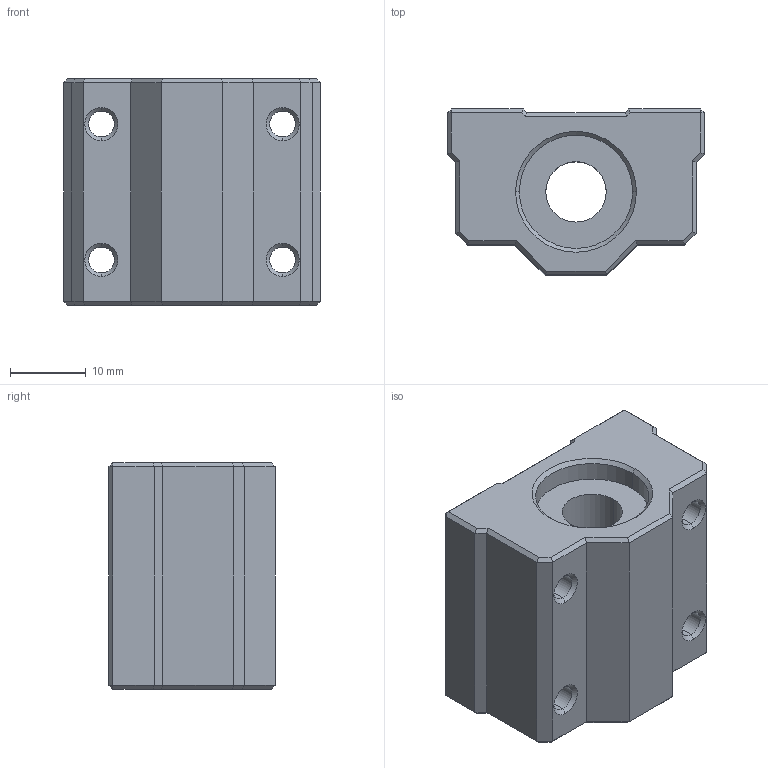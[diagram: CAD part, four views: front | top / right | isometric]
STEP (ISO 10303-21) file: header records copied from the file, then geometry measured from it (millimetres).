
FILE_DESCRIPTION (( 'STEP AP214' ), '1' );
FILE_NAME ('SC8UU.STEP', '2017-12-05T14:45:51', ( 'user' ), ( 'Hewlett-Packard Company' ), 'SwSTEP 2.0', 'SolidWorks 2016', '' );
FILE_SCHEMA (( 'AUTOMOTIVE_DESIGN' ));
Length unit declared in the file: millimetre
Products named in the file (1): SC8UU
Bounding box: 34 x 22 x 30 mm (x, y, z)
Volume: 15821 mm3; surface area: 8008.5 mm2
Topology: 2 solids, 2 shells, 98 faces, 218 edges, 124 vertices
Faces by surface type: plane 64, cone 20, cylinder 14
Entity records: 2685 total; most frequent: DIRECTION 464, CARTESIAN_POINT 441, ORIENTED_EDGE 436, EDGE_CURVE 218, LINE 170, VECTOR 170, AXIS2_PLACEMENT_3D 147, VERTEX_POINT 124
